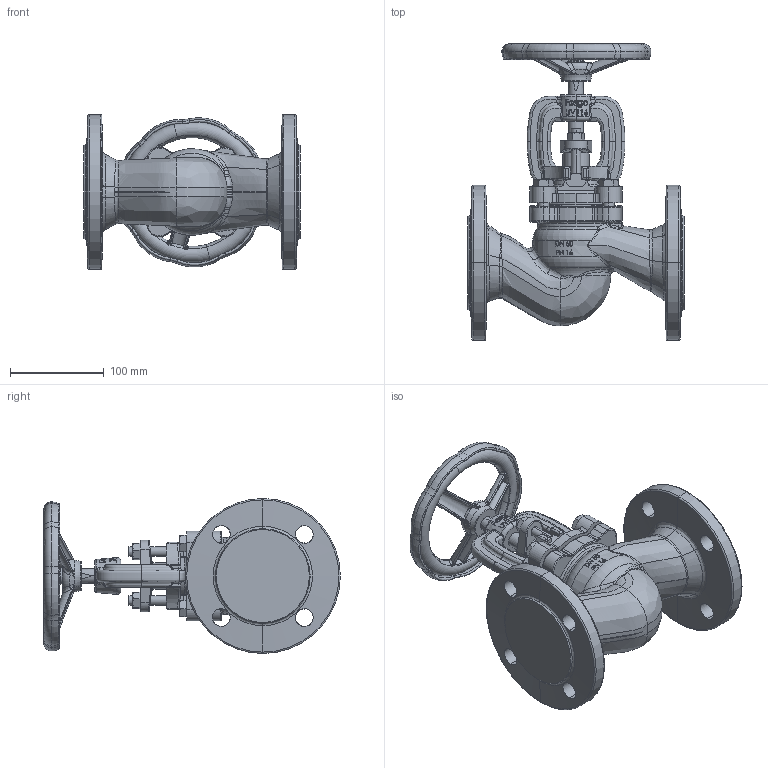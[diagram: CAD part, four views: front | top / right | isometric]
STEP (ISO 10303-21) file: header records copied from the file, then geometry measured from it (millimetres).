
FILE_DESCRIPTION (( 'STEP AP214' ), '1' );
FILE_NAME ('UV116-DN50-PN16-Absperrventil-Handhebel-Fergo.STEP', '2022-10-31T14:18:10', ( '' ), ( '' ), 'SwSTEP 2.0', 'SolidWorks 2022', '' );
FILE_SCHEMA (( 'AUTOMOTIVE_DESIGN' ));
Length unit declared in the file: millimetre
Products named in the file (1): UV116-DN50-PN16-Absperrventil-Handhebel-Fergo
Bounding box: 230 x 315.81 x 165 mm (x, y, z)
Surface area: 327902.6 mm2 (no closed solid volume)
Topology: 0 solids, 3 shells, 1123 faces, 3186 edges, 2046 vertices
Faces by surface type: bspline 381, cylinder 275, plane 212, torus 131, cone 113, sphere 11
Entity records: 151025 total; most frequent: CARTESIAN_POINT 126438, ORIENTED_EDGE 6292, DIRECTION 3413, EDGE_CURVE 3150, VERTEX_POINT 2046, B_SPLINE_CURVE_WITH_KNOTS 1740, AXIS2_PLACEMENT_3D 1387, EDGE_LOOP 1204
